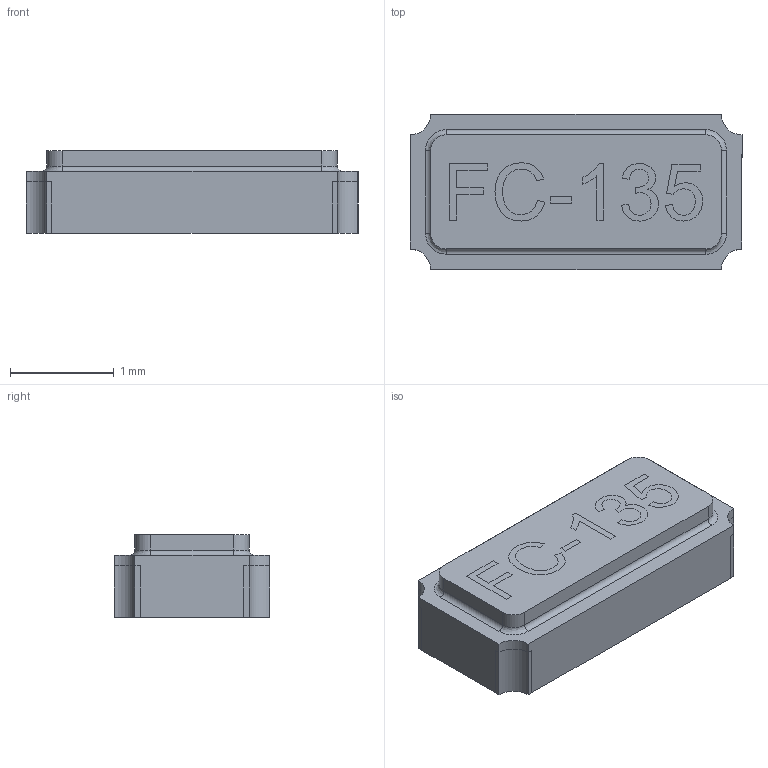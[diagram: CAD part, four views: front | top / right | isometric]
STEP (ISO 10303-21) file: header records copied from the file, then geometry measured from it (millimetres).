
FILE_DESCRIPTION (( 'STEP AP203' ), '1' );
FILE_NAME ('User Library-Crystal FC-135.STEP', '2018-02-14T22:07:35', ( '' ), ( '' ), 'SwSTEP 2.0', 'SolidWorks 2018', '' );
FILE_SCHEMA (( 'CONFIG_CONTROL_DESIGN' ));
Length unit declared in the file: millimetre
Products named in the file (5): User Library-Crystal FC-135_Body; User Library-Crystal FC-135; User Library-Crystal FC-135_Pin 2; User Library-Crystal FC-135_Pin 1; User Library-Crystal FC-135_Tekst Inlay
Assembly tree (4 placements, depth 2):
  User Library-Crystal FC-135
    User Library-Crystal FC-135_Body
    User Library-Crystal FC-135_Pin 2
    User Library-Crystal FC-135_Pin 1
    User Library-Crystal FC-135_Tekst Inlay
Bounding box: 3.2 x 1.5 x 0.8 mm (x, y, z)
Volume: 3.4 mm3; surface area: 30.3 mm2
Topology: 9 solids, 9 shells, 485 faces, 1372 edges, 912 vertices
Faces by surface type: plane 449, cylinder 32, bspline 4
Entity records: 15995 total; most frequent: CARTESIAN_POINT 2856, ORIENTED_EDGE 2744, DIRECTION 2408, EDGE_CURVE 1372, VECTOR 1304, LINE 1304, VERTEX_POINT 912, AXIS2_PLACEMENT_3D 552
